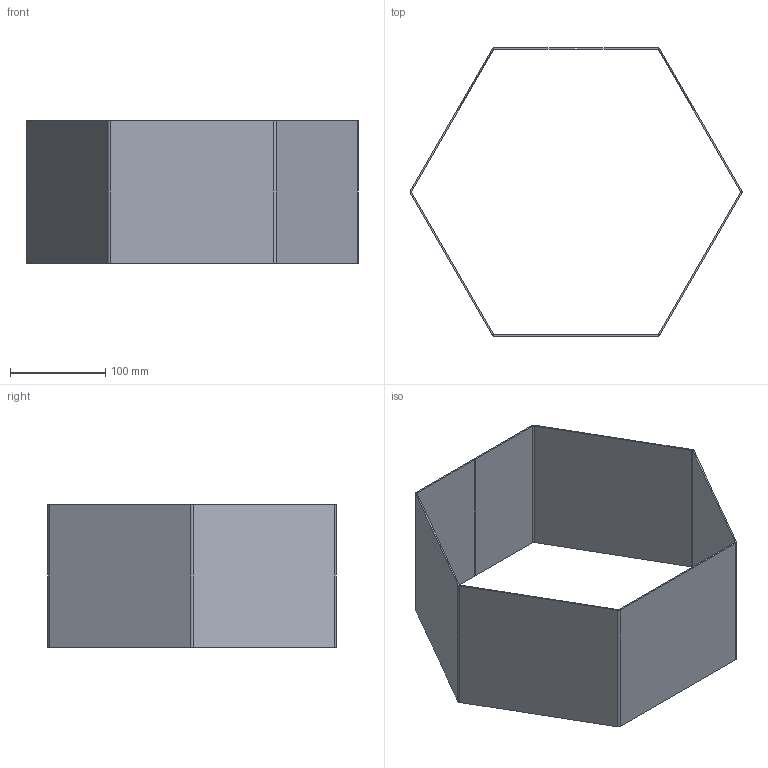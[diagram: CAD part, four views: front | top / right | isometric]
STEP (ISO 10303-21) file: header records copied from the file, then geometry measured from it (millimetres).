
FILE_DESCRIPTION(/* description */ (''),/* implementation_level */ '2;1');
FILE_NAME(/* name */ 'Polygon-Blechbauteil.stp',/* time_stamp */ '2021-01-11T11:30:31+01:00',/* author */ ('Raphael'),/* organization */ (''),/* preprocessor_version */ 'ST-DEVELOPER v18.1',/* originating_system */ 'Autodesk Inventor 2021',/* authorisation */ '');
FILE_SCHEMA (('AUTOMOTIVE_DESIGN { 1 0 10303 214 3 1 1 }'));
Length unit declared in the file: millimetre
Products named in the file (1): Bauteil2
Bounding box: 348.95 x 303 x 150 mm (x, y, z)
Volume: 234332 mm3; surface area: 316017 mm2
Topology: 1 solids, 1 shells, 54 faces, 108 edges, 56 vertices
Faces by surface type: plane 42, cylinder 12
Entity records: 1373 total; most frequent: DIRECTION 242, CARTESIAN_POINT 219, ORIENTED_EDGE 216, EDGE_CURVE 108, LINE 84, VECTOR 84, AXIS2_PLACEMENT_3D 79, VERTEX_POINT 56
